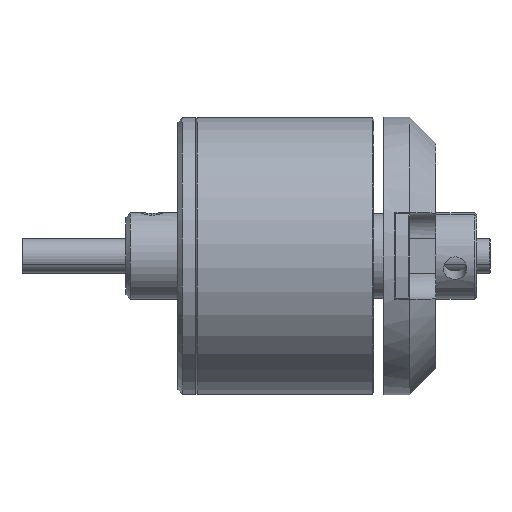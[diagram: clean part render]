
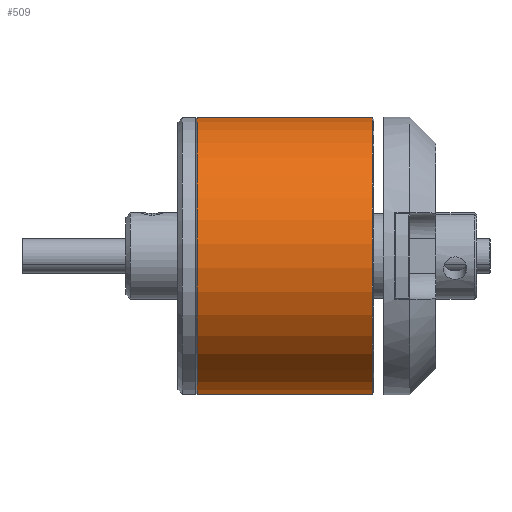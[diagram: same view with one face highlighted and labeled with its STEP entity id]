
A CAD part, left-side view. The second image highlights one B-rep face of the part: STEP entity #509.
In plain terms, the highlighted cylindrical face has radius 16 mm (diameter 32 mm), a partial arc.
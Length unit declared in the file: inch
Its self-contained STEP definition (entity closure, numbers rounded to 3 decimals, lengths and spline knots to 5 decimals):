
#228 = DIRECTION ( 'NONE',  ( -0.089, 0., 0.996 ) ) ;
#230 = DIRECTION ( 'NONE',  ( 0., -1., 0. ) ) ;
#232 = CARTESIAN_POINT ( 'NONE',  ( -0.24395, 1.02246, -0.22555 ) ) ;
#509 = ADVANCED_FACE ( 'NONE', ( #1878 ), #1885, .T. ) ;
#729 = EDGE_CURVE ( 'NONE', #4524, #4525, #2991, .T. ) ;
#737 = EDGE_CURVE ( 'NONE', #4532, #4533, #3003, .T. ) ;
#745 = EDGE_CURVE ( 'NONE', #4525, #4532, #3013, .T. ) ;
#746 = EDGE_CURVE ( 'NONE', #4524, #4533, #3019, .T. ) ;
#994 = AXIS2_PLACEMENT_3D ( 'NONE', #232, #230, #228 ) ;
#1280 = EDGE_LOOP ( 'NONE', ( #4312, #4370, #4334, #4309 ) ) ;
#1878 = FACE_OUTER_BOUND ( 'NONE', #1280, .T. ) ;
#1885 = CYLINDRICAL_SURFACE ( 'NONE', #994, 0.62992 ) ;
#2343 = AXIS2_PLACEMENT_3D ( 'NONE', #3384, #3385, #3386 ) ;
#2347 = AXIS2_PLACEMENT_3D ( 'NONE', #3405, #3406, #3407 ) ;
#2991 = CIRCLE ( 'NONE', #2343, 0.62992 ) ;
#3003 = CIRCLE ( 'NONE', #2347, 0.62992 ) ;
#3013 = LINE ( 'NONE', #3413, #3020 ) ;
#3019 = LINE ( 'NONE', #3423, #3022 ) ;
#3020 = VECTOR ( 'NONE', #3422, 39.37008 ) ;
#3022 = VECTOR ( 'NONE', #3424, 39.37008 ) ;
#3384 = CARTESIAN_POINT ( 'NONE',  ( -0.24395, 1.01458, -0.22555 ) ) ;
#3385 = DIRECTION ( 'NONE',  ( 0., -1., 0. ) ) ;
#3386 = DIRECTION ( 'NONE',  ( 0.089, 0., -0.996 ) ) ;
#3405 = CARTESIAN_POINT ( 'NONE',  ( -0.24395, 0.21931, -0.22555 ) ) ;
#3406 = DIRECTION ( 'NONE',  ( 0., 1., 0. ) ) ;
#3407 = DIRECTION ( 'NONE',  ( 0.089, 0., -0.996 ) ) ;
#3413 = CARTESIAN_POINT ( 'NONE',  ( -0.18772, 1.02246, -0.85296 ) ) ;
#3422 = DIRECTION ( 'NONE',  ( 0., -1., 0. ) ) ;
#3423 = CARTESIAN_POINT ( 'NONE',  ( -0.30019, 1.02246, 0.40186 ) ) ;
#3424 = DIRECTION ( 'NONE',  ( 0., -1., 0. ) ) ;
#4123 = CARTESIAN_POINT ( 'NONE',  ( -0.30019, 1.01458, 0.40186 ) ) ;
#4124 = CARTESIAN_POINT ( 'NONE',  ( -0.18772, 1.01458, -0.85296 ) ) ;
#4131 = CARTESIAN_POINT ( 'NONE',  ( -0.18772, 0.21931, -0.85296 ) ) ;
#4132 = CARTESIAN_POINT ( 'NONE',  ( -0.30019, 0.21931, 0.40186 ) ) ;
#4309 = ORIENTED_EDGE ( 'NONE', *, *, #746, .F. ) ;
#4312 = ORIENTED_EDGE ( 'NONE', *, *, #729, .T. ) ;
#4334 = ORIENTED_EDGE ( 'NONE', *, *, #737, .T. ) ;
#4370 = ORIENTED_EDGE ( 'NONE', *, *, #745, .T. ) ;
#4524 = VERTEX_POINT ( 'NONE', #4123 ) ;
#4525 = VERTEX_POINT ( 'NONE', #4124 ) ;
#4532 = VERTEX_POINT ( 'NONE', #4131 ) ;
#4533 = VERTEX_POINT ( 'NONE', #4132 ) ;
